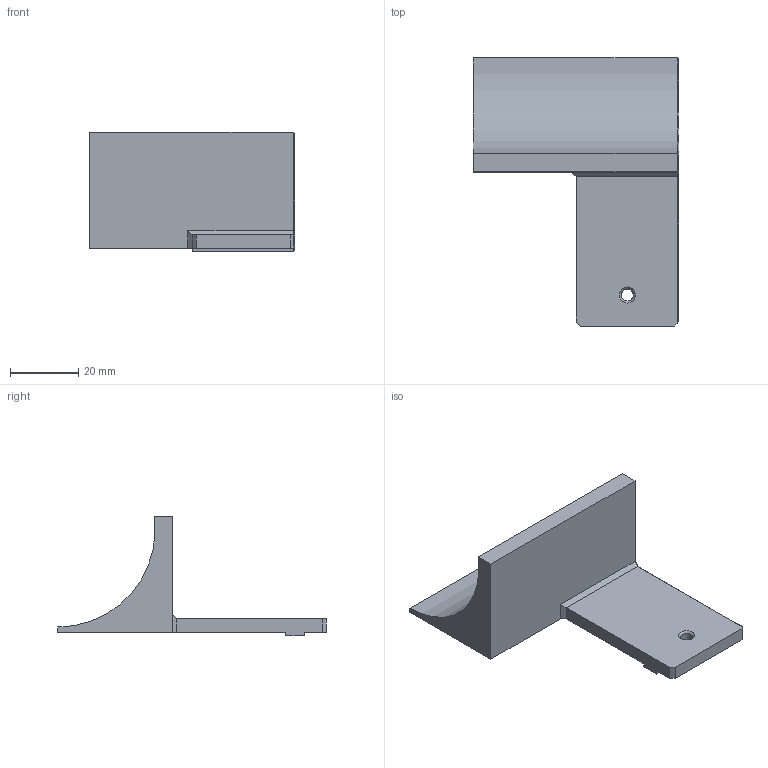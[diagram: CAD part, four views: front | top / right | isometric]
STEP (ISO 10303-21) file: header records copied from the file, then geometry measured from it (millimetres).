
FILE_DESCRIPTION(('FreeCAD Model'),'2;1');
FILE_NAME('Open CASCADE Shape Model','2023-03-18T00:41:38',(''),(''), 'Open CASCADE STEP processor 7.6','FreeCAD','Unknown');
FILE_SCHEMA(('AUTOMOTIVE_DESIGN { 1 0 10303 214 1 1 1 1 }'));
Length unit declared in the file: millimetre
Products named in the file (1): Body
Bounding box: 60 x 78.4 x 35 mm (x, y, z)
Volume: 28850.8 mm3; surface area: 11235.9 mm2
Topology: 1 solids, 1 shells, 32 faces, 78 edges, 48 vertices
Faces by surface type: plane 28, cone 2, cylinder 2
Full cylindrical faces by diameter (mm): 3.5 x1
Entity records: 1963 total; most frequent: CARTESIAN_POINT 331, DIRECTION 305, LINE 218, VECTOR 218, ORIENTED_EDGE 156, PCURVE 156, DEFINITIONAL_REPRESENTATION 156, EDGE_CURVE 78
